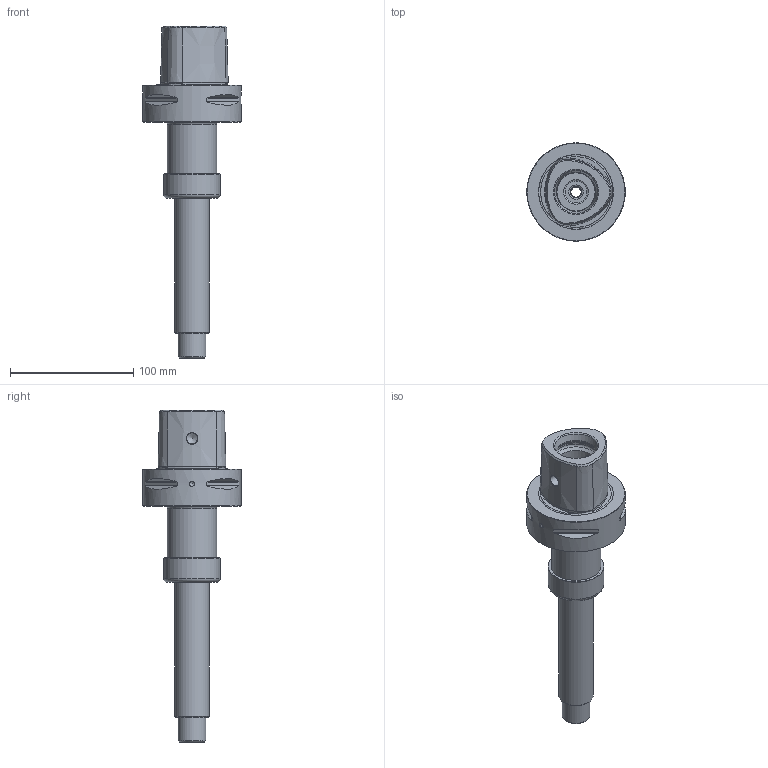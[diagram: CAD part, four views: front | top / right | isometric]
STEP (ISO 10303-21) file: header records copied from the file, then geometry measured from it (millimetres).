
FILE_DESCRIPTION(/* description */ (''),/* implementation_level */ '2;1');
FILE_NAME(/* name */ '888813060.stp',/* time_stamp */ '2021-07-27T13:24:47',/* author */ ('LRA'),/* organization */ ('REGO-FIX'),/* preprocessor_version */ ' Unknown',/* originating_system */ 'SIEMENS PLM Software Solid Edge ST10',/* authorization */ 'Unknown');
FILE_SCHEMA (('AUTOMOTIVE_DESIGN { 1 0 10303 214 2 1 1}'));
Length unit declared in the file: millimetre
Products named in the file (1): NOCUT
Bounding box: 80 x 80 x 269.7 mm (x, y, z)
Volume: 356785.4 mm3; surface area: 64208 mm2
Topology: 1 solids, 3 shells, 148 faces, 334 edges, 203 vertices
Faces by surface type: cone 67, cylinder 32, plane 31, torus 18
Full cylindrical faces by diameter (mm): 4 x1, 8.35 x1, 8.376 x1, 9.1 x2, 9.6 x1, 10.5 x1, 17.835 x1, 22.3 x1, 23.8 x1, 24.7 x1, 25 x1, 28.3 x1, 32 x2, 33.3 x1, 34 x1, 38 x1, 38.376 x1, 40 x1, 40.05 x1, 43.3 x1, 45.65 x1, 80 x1
Entity records: 4732 total; most frequent: CARTESIAN_POINT 777, DIRECTION 640, ORIENTED_EDGE 466, AXIS2_PLACEMENT_3D 293, FACE_BOUND 244, EDGE_LOOP 241, EDGE_CURVE 233, VERTEX_POINT 179
